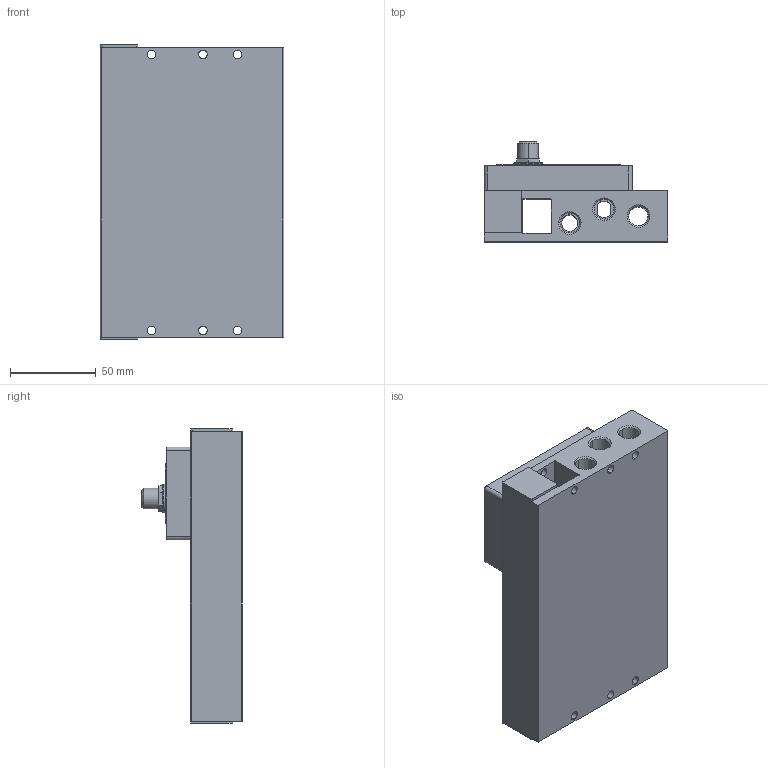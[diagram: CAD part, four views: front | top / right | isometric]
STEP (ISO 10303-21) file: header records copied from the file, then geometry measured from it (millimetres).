
FILE_DESCRIPTION (( 'STEP AP203' ), '1' );
FILE_NAME ('ES2V-6FLK16.STEP', '2022-08-02T06:12:20', ( '' ), ( '' ), 'SwSTEP 2.0', 'SolidWorks 2022', '' );
FILE_SCHEMA (( 'CONFIG_CONTROL_DESIGN' ));
Length unit declared in the file: millimetre
Products named in the file (1): ES2V-6FLK16
Bounding box: 106.7 x 58.4 x 171 mm (x, y, z)
Volume: 505915.6 mm3; surface area: 89252.7 mm2
Topology: 1 solids, 1 shells, 249 faces, 592 edges, 382 vertices
Faces by surface type: cylinder 116, plane 77, cone 44, bspline 12
Entity records: 7559 total; most frequent: CARTESIAN_POINT 1440, DIRECTION 1376, ORIENTED_EDGE 1184, EDGE_CURVE 592, AXIS2_PLACEMENT_3D 558, VERTEX_POINT 382, CIRCLE 320, EDGE_LOOP 310
